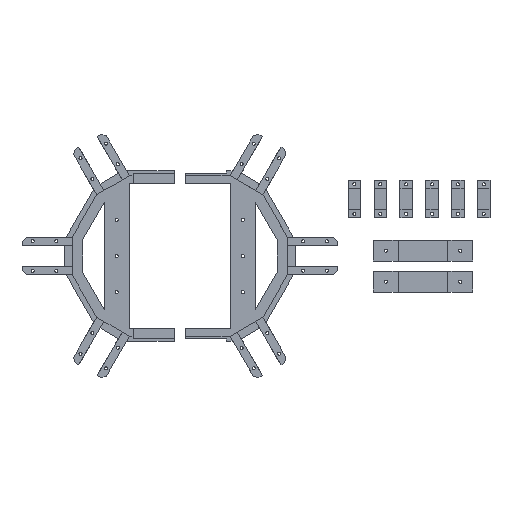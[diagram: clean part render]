
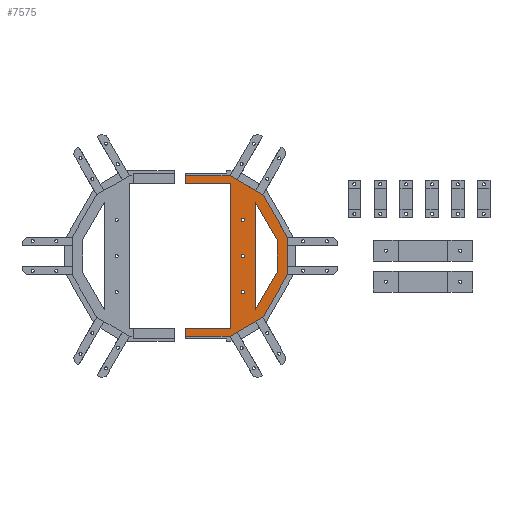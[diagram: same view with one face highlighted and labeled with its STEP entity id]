
A CAD part, top view. The second image highlights one B-rep face of the part: STEP entity #7575.
In plain terms, the highlighted planar face has unit normal (0, 0, 1).
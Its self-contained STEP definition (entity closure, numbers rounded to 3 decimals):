
#151=FACE_BOUND('',#820,.T.);
#152=FACE_BOUND('',#821,.T.);
#153=FACE_BOUND('',#822,.T.);
#154=FACE_BOUND('',#823,.T.);
#252=CIRCLE('',#8014,1.5);
#253=CIRCLE('',#8015,1.5);
#254=CIRCLE('',#8016,1.5);
#403=FACE_OUTER_BOUND('',#819,.T.);
#819=EDGE_LOOP('',(#5142,#5143,#5144,#5145,#5146,#5147,#5148,#5149,#5150,
#5151,#5152,#5153));
#820=EDGE_LOOP('',(#5154));
#821=EDGE_LOOP('',(#5155));
#822=EDGE_LOOP('',(#5156,#5157,#5158,#5159));
#823=EDGE_LOOP('',(#5160));
#1354=LINE('',#10773,#2294);
#1367=LINE('',#10799,#2307);
#1372=LINE('',#10807,#2312);
#1380=LINE('',#10823,#2320);
#1383=LINE('',#10830,#2323);
#1385=LINE('',#10833,#2325);
#1386=LINE('',#10835,#2326);
#1387=LINE('',#10837,#2327);
#1388=LINE('',#10839,#2328);
#1389=LINE('',#10841,#2329);
#1390=LINE('',#10843,#2330);
#1391=LINE('',#10844,#2331);
#1392=LINE('',#10851,#2332);
#1393=LINE('',#10853,#2333);
#1394=LINE('',#10855,#2334);
#1395=LINE('',#10856,#2335);
#2294=VECTOR('',#8647,10.);
#2307=VECTOR('',#8666,10.);
#2312=VECTOR('',#8673,10.);
#2320=VECTOR('',#8691,10.);
#2323=VECTOR('',#8700,10.);
#2325=VECTOR('',#8704,10.);
#2326=VECTOR('',#8705,10.);
#2327=VECTOR('',#8706,10.);
#2328=VECTOR('',#8707,10.);
#2329=VECTOR('',#8708,10.);
#2330=VECTOR('',#8709,10.);
#2331=VECTOR('',#8710,10.);
#2332=VECTOR('',#8715,10.);
#2333=VECTOR('',#8716,10.);
#2334=VECTOR('',#8717,10.);
#2335=VECTOR('',#8718,10.);
#3237=VERTEX_POINT('',#10770);
#3238=VERTEX_POINT('',#10772);
#3247=VERTEX_POINT('',#10796);
#3248=VERTEX_POINT('',#10798);
#3250=VERTEX_POINT('',#10805);
#3253=VERTEX_POINT('',#10821);
#3254=VERTEX_POINT('',#10829);
#3255=VERTEX_POINT('',#10834);
#3256=VERTEX_POINT('',#10836);
#3257=VERTEX_POINT('',#10838);
#3258=VERTEX_POINT('',#10840);
#3259=VERTEX_POINT('',#10842);
#3260=VERTEX_POINT('',#10845);
#3261=VERTEX_POINT('',#10847);
#3262=VERTEX_POINT('',#10849);
#3263=VERTEX_POINT('',#10850);
#3264=VERTEX_POINT('',#10852);
#3265=VERTEX_POINT('',#10854);
#3266=VERTEX_POINT('',#10857);
#3967=EDGE_CURVE('',#3237,#3238,#1354,.T.);
#3980=EDGE_CURVE('',#3247,#3248,#1367,.T.);
#3985=EDGE_CURVE('',#3247,#3250,#1372,.T.);
#3993=EDGE_CURVE('',#3253,#3237,#1380,.T.);
#3996=EDGE_CURVE('',#3254,#3238,#1383,.T.);
#3998=EDGE_CURVE('',#3250,#3254,#1385,.T.);
#3999=EDGE_CURVE('',#3255,#3253,#1386,.T.);
#4000=EDGE_CURVE('',#3256,#3255,#1387,.T.);
#4001=EDGE_CURVE('',#3257,#3256,#1388,.T.);
#4002=EDGE_CURVE('',#3258,#3257,#1389,.T.);
#4003=EDGE_CURVE('',#3259,#3258,#1390,.T.);
#4004=EDGE_CURVE('',#3248,#3259,#1391,.T.);
#4005=EDGE_CURVE('',#3260,#3260,#252,.T.);
#4006=EDGE_CURVE('',#3261,#3261,#253,.T.);
#4007=EDGE_CURVE('',#3262,#3263,#1392,.T.);
#4008=EDGE_CURVE('',#3263,#3264,#1393,.T.);
#4009=EDGE_CURVE('',#3264,#3265,#1394,.T.);
#4010=EDGE_CURVE('',#3265,#3262,#1395,.T.);
#4011=EDGE_CURVE('',#3266,#3266,#254,.T.);
#5142=ORIENTED_EDGE('',*,*,#3985,.T.);
#5143=ORIENTED_EDGE('',*,*,#3998,.T.);
#5144=ORIENTED_EDGE('',*,*,#3996,.T.);
#5145=ORIENTED_EDGE('',*,*,#3967,.F.);
#5146=ORIENTED_EDGE('',*,*,#3993,.F.);
#5147=ORIENTED_EDGE('',*,*,#3999,.F.);
#5148=ORIENTED_EDGE('',*,*,#4000,.F.);
#5149=ORIENTED_EDGE('',*,*,#4001,.F.);
#5150=ORIENTED_EDGE('',*,*,#4002,.F.);
#5151=ORIENTED_EDGE('',*,*,#4003,.F.);
#5152=ORIENTED_EDGE('',*,*,#4004,.F.);
#5153=ORIENTED_EDGE('',*,*,#3980,.F.);
#5154=ORIENTED_EDGE('',*,*,#4005,.T.);
#5155=ORIENTED_EDGE('',*,*,#4006,.T.);
#5156=ORIENTED_EDGE('',*,*,#4007,.T.);
#5157=ORIENTED_EDGE('',*,*,#4008,.T.);
#5158=ORIENTED_EDGE('',*,*,#4009,.T.);
#5159=ORIENTED_EDGE('',*,*,#4010,.T.);
#5160=ORIENTED_EDGE('',*,*,#4011,.T.);
#7233=PLANE('',#8013);
#7575=ADVANCED_FACE('',(#403,#151,#152,#153,#154),#7233,.T.);
#8013=AXIS2_PLACEMENT_3D('',#10832,#8702,#8703);
#8014=AXIS2_PLACEMENT_3D('',#10846,#8711,#8712);
#8015=AXIS2_PLACEMENT_3D('',#10848,#8713,#8714);
#8016=AXIS2_PLACEMENT_3D('',#10858,#8719,#8720);
#8647=DIRECTION('',(0.,1.,0.));
#8666=DIRECTION('',(0.,1.,0.));
#8673=DIRECTION('',(1.,0.,0.));
#8691=DIRECTION('',(-1.,0.,0.));
#8700=DIRECTION('',(-1.,0.,0.));
#8702=DIRECTION('center_axis',(0.,0.,1.));
#8703=DIRECTION('ref_axis',(1.,0.,0.));
#8704=DIRECTION('',(0.,-1.,0.));
#8705=DIRECTION('',(-0.866,-0.5,0.));
#8706=DIRECTION('',(-0.5,-0.866,0.));
#8707=DIRECTION('',(0.,-1.,0.));
#8708=DIRECTION('',(0.5,-0.866,0.));
#8709=DIRECTION('',(0.866,-0.5,0.));
#8710=DIRECTION('',(1.,0.,0.));
#8711=DIRECTION('center_axis',(0.,0.,-1.));
#8712=DIRECTION('ref_axis',(-1.,0.,0.));
#8713=DIRECTION('center_axis',(0.,0.,-1.));
#8714=DIRECTION('ref_axis',(-1.,0.,0.));
#8715=DIRECTION('',(-0.5,-0.866,0.));
#8716=DIRECTION('',(0.,1.,0.));
#8717=DIRECTION('',(0.5,-0.866,0.));
#8718=DIRECTION('',(0.,-1.,0.));
#8719=DIRECTION('center_axis',(0.,0.,-1.));
#8720=DIRECTION('ref_axis',(-1.,0.,0.));
#10770=CARTESIAN_POINT('',(-14.7,265.084,2.5));
#10772=CARTESIAN_POINT('',(-14.7,272.834,2.5));
#10773=CARTESIAN_POINT('',(-14.7,342.584,2.5));
#10796=CARTESIAN_POINT('',(-14.7,412.334,2.5));
#10798=CARTESIAN_POINT('',(-14.7,420.084,2.5));
#10799=CARTESIAN_POINT('',(-14.7,342.584,2.5));
#10805=CARTESIAN_POINT('',(29.,412.334,2.5));
#10807=CARTESIAN_POINT('',(-7.,412.334,2.5));
#10821=CARTESIAN_POINT('',(28.671,265.084,2.5));
#10823=CARTESIAN_POINT('',(-9.7,265.084,2.5));
#10829=CARTESIAN_POINT('',(29.,272.834,2.5));
#10830=CARTESIAN_POINT('',(17.,272.834,2.5));
#10832=CARTESIAN_POINT('Origin',(5.,342.584,2.5));
#10833=CARTESIAN_POINT('',(29.,377.459,2.5));
#10834=CARTESIAN_POINT('',(60.281,283.334,2.5));
#10835=CARTESIAN_POINT('',(52.379,278.772,2.5));
#10836=CARTESIAN_POINT('',(83.953,324.334,2.5));
#10837=CARTESIAN_POINT('',(78.035,314.084,2.5));
#10838=CARTESIAN_POINT('',(83.953,360.834,2.5));
#10839=CARTESIAN_POINT('',(83.953,351.709,2.5));
#10840=CARTESIAN_POINT('',(60.281,401.834,2.5));
#10841=CARTESIAN_POINT('',(66.199,391.584,2.5));
#10842=CARTESIAN_POINT('',(28.671,420.084,2.5));
#10843=CARTESIAN_POINT('',(36.574,415.522,2.5));
#10844=CARTESIAN_POINT('',(-6.836,420.084,2.5));
#10845=CARTESIAN_POINT('',(42.48,342.584,2.5));
#10846=CARTESIAN_POINT('Origin',(40.98,342.584,2.5));
#10847=CARTESIAN_POINT('',(42.48,377.459,2.5));
#10848=CARTESIAN_POINT('Origin',(40.98,377.459,2.5));
#10849=CARTESIAN_POINT('',(73.953,327.014,2.5));
#10850=CARTESIAN_POINT('',(52.961,290.655,2.5));
#10851=CARTESIAN_POINT('',(68.705,317.924,2.5));
#10852=CARTESIAN_POINT('',(52.961,394.514,2.5));
#10853=CARTESIAN_POINT('',(52.961,316.62,2.5));
#10854=CARTESIAN_POINT('',(73.953,358.155,2.5));
#10855=CARTESIAN_POINT('',(58.209,385.424,2.5));
#10856=CARTESIAN_POINT('',(73.953,350.37,2.5));
#10857=CARTESIAN_POINT('',(42.48,307.709,2.5));
#10858=CARTESIAN_POINT('Origin',(40.98,307.709,2.5));
